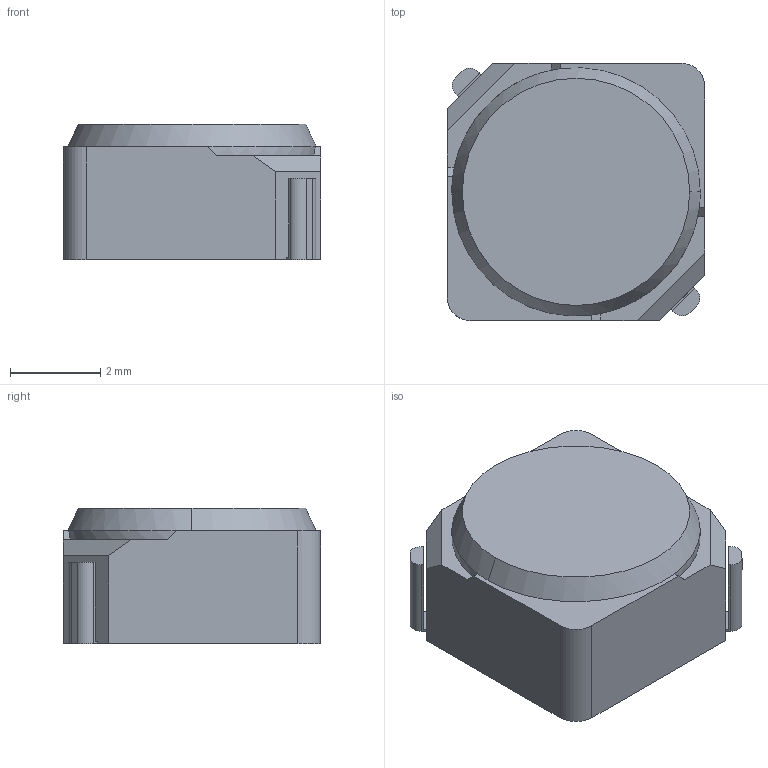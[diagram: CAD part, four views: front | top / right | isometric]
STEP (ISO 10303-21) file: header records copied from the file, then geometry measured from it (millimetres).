
FILE_DESCRIPTION (( 'STEP AP214' ), '1' );
FILE_NAME ('CDRH5D28NP-220NC.STEP', '2025-04-22T15:12:06', ( '' ), ( '' ), 'SwSTEP 2.0', 'SolidWorks 2020', '' );
FILE_SCHEMA (( 'AUTOMOTIVE_DESIGN' ));
Length unit declared in the file: millimetre
Products named in the file (1): CDRH5D28NP-220NC
Bounding box: 5.7 x 5.7 x 3 mm (x, y, z)
Volume: 89.2 mm3; surface area: 150.8 mm2
Topology: 3 solids, 3 shells, 85 faces, 233 edges, 154 vertices
Faces by surface type: plane 70, cylinder 13, cone 2
Entity records: 2719 total; most frequent: CARTESIAN_POINT 485, ORIENTED_EDGE 466, DIRECTION 433, EDGE_CURVE 233, LINE 197, VECTOR 197, VERTEX_POINT 154, AXIS2_PLACEMENT_3D 118
